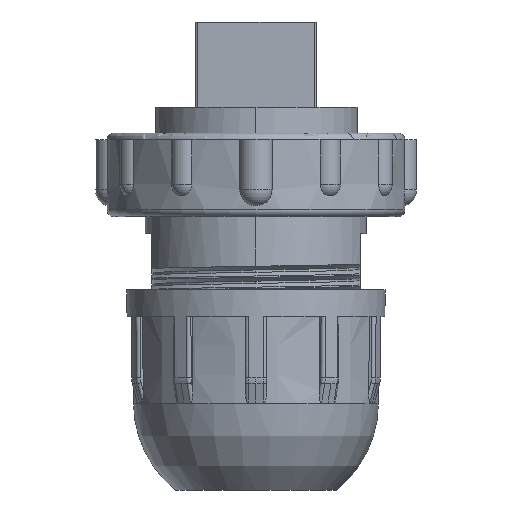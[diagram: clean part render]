
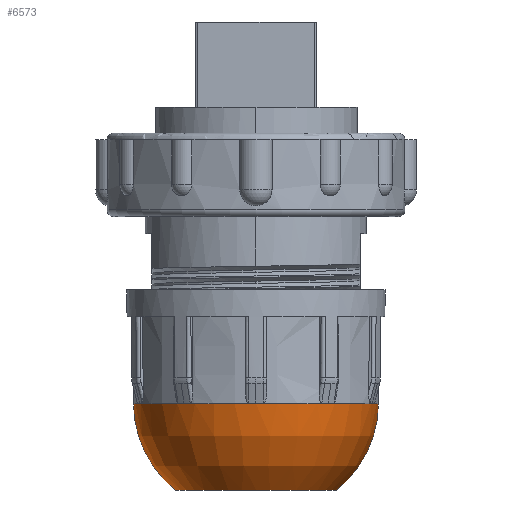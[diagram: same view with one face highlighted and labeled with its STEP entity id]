
A CAD part, front view. The second image highlights one B-rep face of the part: STEP entity #6573.
In plain terms, the highlighted toroidal (fillet/blend) face has major radius 1.234 mm and minor radius 12.751 mm.
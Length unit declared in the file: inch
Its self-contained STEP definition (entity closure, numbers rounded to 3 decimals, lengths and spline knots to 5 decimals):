
#476 = CARTESIAN_POINT ( 'NONE',  ( -0.04859, 0., -1.71366 ) ) ;
#902 = DIRECTION ( 'NONE',  ( 0., 0., 1. ) ) ;
#1306 = AXIS2_PLACEMENT_3D ( 'NONE', #476, #9774, #1832 ) ;
#1734 = CIRCLE ( 'NONE', #2350, 0.363 ) ;
#1832 = DIRECTION ( 'NONE',  ( -1., 0., 0. ) ) ;
#1906 = AXIS2_PLACEMENT_3D ( 'NONE', #8862, #902, #10192 ) ;
#2350 = AXIS2_PLACEMENT_3D ( 'NONE', #5944, #15194, #7283 ) ;
#2634 = AXIS2_PLACEMENT_3D ( 'NONE', #6712, #15979, #8054 ) ;
#3560 = CARTESIAN_POINT ( 'NONE',  ( 0.363, 0., -2.105 ) ) ;
#3817 = EDGE_CURVE ( 'NONE', #8651, #14402, #13895, .T. ) ;
#4049 = ORIENTED_EDGE ( 'NONE', *, *, #10124, .F. ) ;
#5756 = CIRCLE ( 'NONE', #1306, 0.502 ) ;
#5848 = DIRECTION ( 'NONE',  ( 0., 0., 1. ) ) ;
#5944 = CARTESIAN_POINT ( 'NONE',  ( 0., 0., -2.105 ) ) ;
#6024 = CARTESIAN_POINT ( 'NONE',  ( -0.363, 0., -2.105 ) ) ;
#6233 = EDGE_LOOP ( 'NONE', ( #4049, #12364, #13501, #12401 ) ) ;
#6573 = ADVANCED_FACE ( 'NONE', ( #11841 ), #15361, .T. ) ;
#6712 = CARTESIAN_POINT ( 'NONE',  ( 0.04859, 0., -1.71366 ) ) ;
#6816 = CIRCLE ( 'NONE', #2634, 0.502 ) ;
#7283 = DIRECTION ( 'NONE',  ( 1., 0., 0. ) ) ;
#7290 = VERTEX_POINT ( 'NONE', #3560 ) ;
#7804 = VERTEX_POINT ( 'NONE', #6024 ) ;
#8054 = DIRECTION ( 'NONE',  ( 0., 0., -1. ) ) ;
#8651 = VERTEX_POINT ( 'NONE', #16171 ) ;
#8862 = CARTESIAN_POINT ( 'NONE',  ( 0., 0., -1.71804 ) ) ;
#9075 = EDGE_CURVE ( 'NONE', #7290, #14402, #6816, .T. ) ;
#9774 = DIRECTION ( 'NONE',  ( 0., 1., 0. ) ) ;
#10124 = EDGE_CURVE ( 'NONE', #7804, #8651, #5756, .T. ) ;
#10192 = DIRECTION ( 'NONE',  ( 1., 0., 0. ) ) ;
#11841 = FACE_OUTER_BOUND ( 'NONE', #6233, .T. ) ;
#12364 = ORIENTED_EDGE ( 'NONE', *, *, #13800, .T. ) ;
#12401 = ORIENTED_EDGE ( 'NONE', *, *, #3817, .F. ) ;
#13044 = AXIS2_PLACEMENT_3D ( 'NONE', #15096, #5848, #16440 ) ;
#13501 = ORIENTED_EDGE ( 'NONE', *, *, #9075, .T. ) ;
#13800 = EDGE_CURVE ( 'NONE', #7804, #7290, #1734, .T. ) ;
#13895 = CIRCLE ( 'NONE', #1906, 0.55057 ) ;
#14402 = VERTEX_POINT ( 'NONE', #15934 ) ;
#15096 = CARTESIAN_POINT ( 'NONE',  ( 0., 0., -1.71366 ) ) ;
#15194 = DIRECTION ( 'NONE',  ( 0., 0., 1. ) ) ;
#15361 = TOROIDAL_SURFACE ( 'NONE', #13044, 0.04859, 0.502 ) ;
#15934 = CARTESIAN_POINT ( 'NONE',  ( 0.55057, 0., -1.71804 ) ) ;
#15979 = DIRECTION ( 'NONE',  ( 0., -1., 0. ) ) ;
#16171 = CARTESIAN_POINT ( 'NONE',  ( -0.55057, 0., -1.71804 ) ) ;
#16440 = DIRECTION ( 'NONE',  ( 1., 0., 0. ) ) ;
